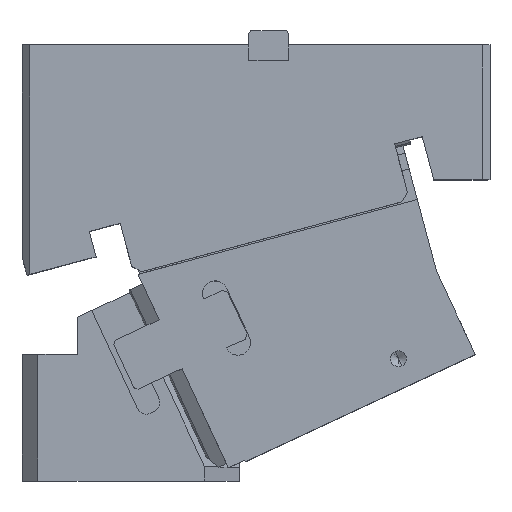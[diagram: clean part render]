
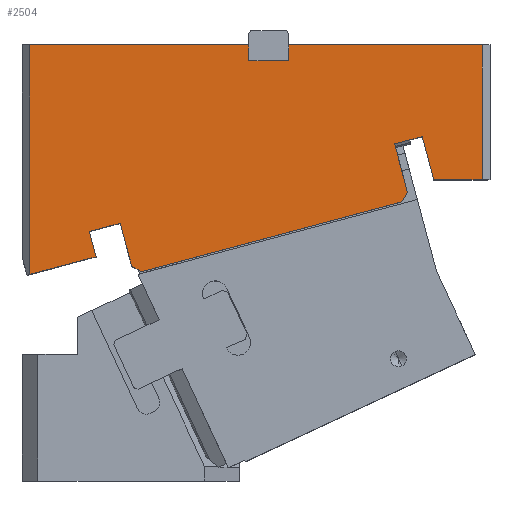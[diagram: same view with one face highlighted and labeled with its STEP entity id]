
A CAD part, top view. The second image highlights one B-rep face of the part: STEP entity #2504.
In plain terms, the highlighted planar face has unit normal (0, 0, 1).
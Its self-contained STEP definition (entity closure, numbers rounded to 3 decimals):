
#1121=CARTESIAN_POINT('Line Origine',(5.882,153.606,55.)) ;
#1125=CARTESIAN_POINT('Vertex',(2.237,167.212,55.)) ;
#1127=CARTESIAN_POINT('Vertex',(9.528,140.,55.)) ;
#1205=CARTESIAN_POINT('Vertex',(40.,140.,55.)) ;
#1212=CARTESIAN_POINT('Vertex',(40.,225.,55.)) ;
#1215=CARTESIAN_POINT('Line Origine',(40.,182.5,55.)) ;
#1245=CARTESIAN_POINT('Vertex',(-82.,215.,55.)) ;
#1248=CARTESIAN_POINT('Line Origine',(-82.,220.,55.)) ;
#1252=CARTESIAN_POINT('Vertex',(-82.,225.,55.)) ;
#1283=CARTESIAN_POINT('Vertex',(-107.,215.,55.)) ;
#1286=CARTESIAN_POINT('Line Origine',(-94.5,215.,55.)) ;
#1314=CARTESIAN_POINT('Vertex',(-107.,225.,55.)) ;
#1317=CARTESIAN_POINT('Line Origine',(-107.,220.,55.)) ;
#2195=CARTESIAN_POINT('Vertex',(-245.,225.,55.)) ;
#2198=CARTESIAN_POINT('Line Origine',(-176.,225.,55.)) ;
#2322=CARTESIAN_POINT('Vertex',(-245.,80.259,55.)) ;
#2325=CARTESIAN_POINT('Line Origine',(-245.,152.63,55.)) ;
#2354=CARTESIAN_POINT('Vertex',(-203.352,91.419,55.)) ;
#2357=CARTESIAN_POINT('Line Origine',(-224.176,85.839,55.)) ;
#2406=CARTESIAN_POINT('Vertex',(-207.62,107.346,55.)) ;
#2409=CARTESIAN_POINT('Line Origine',(-205.486,99.382,55.)) ;
#2422=CARTESIAN_POINT('Axis2P3D Location',(45.,225.,55.)) ;
#2427=CARTESIAN_POINT('Line Origine',(-92.637,104.003,55.)) ;
#2431=CARTESIAN_POINT('Vertex',(-10.533,126.003,55.)) ;
#2433=CARTESIAN_POINT('Vertex',(-174.74,82.003,55.)) ;
#2436=CARTESIAN_POINT('Line Origine',(-8.765,129.064,55.)) ;
#2440=CARTESIAN_POINT('Vertex',(-6.997,132.126,55.)) ;
#2443=CARTESIAN_POINT('Line Origine',(-11.074,147.34,55.)) ;
#2447=CARTESIAN_POINT('Vertex',(-15.15,162.553,55.)) ;
#2450=CARTESIAN_POINT('Line Origine',(-6.457,164.882,55.)) ;
#2455=CARTESIAN_POINT('Line Origine',(24.764,140.,55.)) ;
#2460=CARTESIAN_POINT('Line Origine',(-21.,225.,55.)) ;
#2465=CARTESIAN_POINT('Line Origine',(-197.864,109.96,55.)) ;
#2469=CARTESIAN_POINT('Vertex',(-188.108,112.574,55.)) ;
#2472=CARTESIAN_POINT('Line Origine',(-184.486,99.056,55.)) ;
#2476=CARTESIAN_POINT('Vertex',(-180.864,85.539,55.)) ;
#2479=CARTESIAN_POINT('Line Origine',(-177.802,83.771,55.)) ;
#1122=DIRECTION('Vector Direction',(0.259,-0.966,0.)) ;
#1216=DIRECTION('Vector Direction',(0.,1.,0.)) ;
#1249=DIRECTION('Vector Direction',(0.,1.,0.)) ;
#1287=DIRECTION('Vector Direction',(1.,0.,0.)) ;
#1318=DIRECTION('Vector Direction',(0.,1.,0.)) ;
#2199=DIRECTION('Vector Direction',(-1.,0.,0.)) ;
#2326=DIRECTION('Vector Direction',(0.,-1.,0.)) ;
#2358=DIRECTION('Vector Direction',(-0.966,-0.259,0.)) ;
#2410=DIRECTION('Vector Direction',(-0.259,0.966,0.)) ;
#2423=DIRECTION('Axis2P3D Direction',(0.,0.,1.)) ;
#2424=DIRECTION('Axis2P3D XDirection',(1.,0.,0.)) ;
#2428=DIRECTION('Vector Direction',(-0.966,-0.259,0.)) ;
#2437=DIRECTION('Vector Direction',(-0.5,-0.866,0.)) ;
#2444=DIRECTION('Vector Direction',(-0.259,0.966,0.)) ;
#2451=DIRECTION('Vector Direction',(0.966,0.259,0.)) ;
#2456=DIRECTION('Vector Direction',(1.,0.,0.)) ;
#2461=DIRECTION('Vector Direction',(-1.,0.,0.)) ;
#2466=DIRECTION('Vector Direction',(-0.966,-0.259,0.)) ;
#2473=DIRECTION('Vector Direction',(-0.259,0.966,0.)) ;
#2480=DIRECTION('Vector Direction',(0.866,-0.5,0.)) ;
#2425=AXIS2_PLACEMENT_3D('Plane Axis2P3D',#2422,#2423,#2424) ;
#2485=ORIENTED_EDGE('',*,*,#2435,.F.) ;
#2486=ORIENTED_EDGE('',*,*,#2442,.F.) ;
#2487=ORIENTED_EDGE('',*,*,#2449,.T.) ;
#2488=ORIENTED_EDGE('',*,*,#2454,.T.) ;
#2489=ORIENTED_EDGE('',*,*,#1129,.T.) ;
#2490=ORIENTED_EDGE('',*,*,#2459,.T.) ;
#2491=ORIENTED_EDGE('',*,*,#1219,.T.) ;
#2492=ORIENTED_EDGE('',*,*,#2464,.T.) ;
#2493=ORIENTED_EDGE('',*,*,#1254,.F.) ;
#2494=ORIENTED_EDGE('',*,*,#1290,.F.) ;
#2495=ORIENTED_EDGE('',*,*,#1321,.T.) ;
#2496=ORIENTED_EDGE('',*,*,#2202,.T.) ;
#2497=ORIENTED_EDGE('',*,*,#2329,.T.) ;
#2498=ORIENTED_EDGE('',*,*,#2361,.F.) ;
#2499=ORIENTED_EDGE('',*,*,#2413,.T.) ;
#2500=ORIENTED_EDGE('',*,*,#2471,.F.) ;
#2501=ORIENTED_EDGE('',*,*,#2478,.F.) ;
#2502=ORIENTED_EDGE('',*,*,#2483,.T.) ;
#1123=VECTOR('Line Direction',#1122,1.) ;
#1217=VECTOR('Line Direction',#1216,1.) ;
#1250=VECTOR('Line Direction',#1249,1.) ;
#1288=VECTOR('Line Direction',#1287,1.) ;
#1319=VECTOR('Line Direction',#1318,1.) ;
#2200=VECTOR('Line Direction',#2199,1.) ;
#2327=VECTOR('Line Direction',#2326,1.) ;
#2359=VECTOR('Line Direction',#2358,1.) ;
#2411=VECTOR('Line Direction',#2410,1.) ;
#2429=VECTOR('Line Direction',#2428,1.) ;
#2438=VECTOR('Line Direction',#2437,1.) ;
#2445=VECTOR('Line Direction',#2444,1.) ;
#2452=VECTOR('Line Direction',#2451,1.) ;
#2457=VECTOR('Line Direction',#2456,1.) ;
#2462=VECTOR('Line Direction',#2461,1.) ;
#2467=VECTOR('Line Direction',#2466,1.) ;
#2474=VECTOR('Line Direction',#2473,1.) ;
#2481=VECTOR('Line Direction',#2480,1.) ;
#2504=ADVANCED_FACE('CAM HOLDER',(#2503),#2426,.T.) ;
#1129=EDGE_CURVE('',#1126,#1128,#1124,.T.) ;
#1219=EDGE_CURVE('',#1206,#1213,#1218,.T.) ;
#1254=EDGE_CURVE('',#1246,#1253,#1251,.T.) ;
#1290=EDGE_CURVE('',#1284,#1246,#1289,.T.) ;
#1321=EDGE_CURVE('',#1284,#1315,#1320,.T.) ;
#2202=EDGE_CURVE('',#1315,#2196,#2201,.T.) ;
#2329=EDGE_CURVE('',#2196,#2323,#2328,.T.) ;
#2361=EDGE_CURVE('',#2355,#2323,#2360,.T.) ;
#2413=EDGE_CURVE('',#2355,#2407,#2412,.T.) ;
#2435=EDGE_CURVE('',#2432,#2434,#2430,.T.) ;
#2442=EDGE_CURVE('',#2441,#2432,#2439,.T.) ;
#2449=EDGE_CURVE('',#2441,#2448,#2446,.T.) ;
#2454=EDGE_CURVE('',#2448,#1126,#2453,.T.) ;
#2459=EDGE_CURVE('',#1128,#1206,#2458,.T.) ;
#2464=EDGE_CURVE('',#1213,#1253,#2463,.T.) ;
#2471=EDGE_CURVE('',#2470,#2407,#2468,.T.) ;
#2478=EDGE_CURVE('',#2477,#2470,#2475,.T.) ;
#2483=EDGE_CURVE('',#2477,#2434,#2482,.T.) ;
#2484=EDGE_LOOP('',(#2485,#2486,#2487,#2488,#2489,#2490,#2491,#2492,#2493,#2494,#2495,#2496,#2497,#2498,#2499,#2500,#2501,#2502)) ;
#2503=FACE_OUTER_BOUND('',#2484,.T.) ;
#1124=LINE('Line',#1121,#1123) ;
#1218=LINE('Line',#1215,#1217) ;
#1251=LINE('Line',#1248,#1250) ;
#1289=LINE('Line',#1286,#1288) ;
#1320=LINE('Line',#1317,#1319) ;
#2201=LINE('Line',#2198,#2200) ;
#2328=LINE('Line',#2325,#2327) ;
#2360=LINE('Line',#2357,#2359) ;
#2412=LINE('Line',#2409,#2411) ;
#2430=LINE('Line',#2427,#2429) ;
#2439=LINE('Line',#2436,#2438) ;
#2446=LINE('Line',#2443,#2445) ;
#2453=LINE('Line',#2450,#2452) ;
#2458=LINE('Line',#2455,#2457) ;
#2463=LINE('Line',#2460,#2462) ;
#2468=LINE('Line',#2465,#2467) ;
#2475=LINE('Line',#2472,#2474) ;
#2482=LINE('Line',#2479,#2481) ;
#2426=PLANE('Plane',#2425) ;
#1126=VERTEX_POINT('',#1125) ;
#1128=VERTEX_POINT('',#1127) ;
#1206=VERTEX_POINT('',#1205) ;
#1213=VERTEX_POINT('',#1212) ;
#1246=VERTEX_POINT('',#1245) ;
#1253=VERTEX_POINT('',#1252) ;
#1284=VERTEX_POINT('',#1283) ;
#1315=VERTEX_POINT('',#1314) ;
#2196=VERTEX_POINT('',#2195) ;
#2323=VERTEX_POINT('',#2322) ;
#2355=VERTEX_POINT('',#2354) ;
#2407=VERTEX_POINT('',#2406) ;
#2432=VERTEX_POINT('',#2431) ;
#2434=VERTEX_POINT('',#2433) ;
#2441=VERTEX_POINT('',#2440) ;
#2448=VERTEX_POINT('',#2447) ;
#2470=VERTEX_POINT('',#2469) ;
#2477=VERTEX_POINT('',#2476) ;
